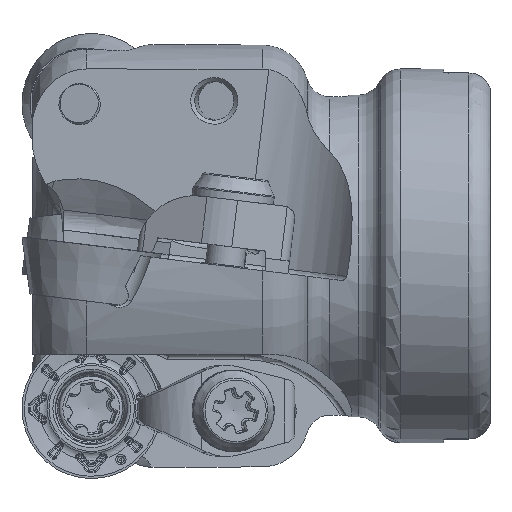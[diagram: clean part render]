
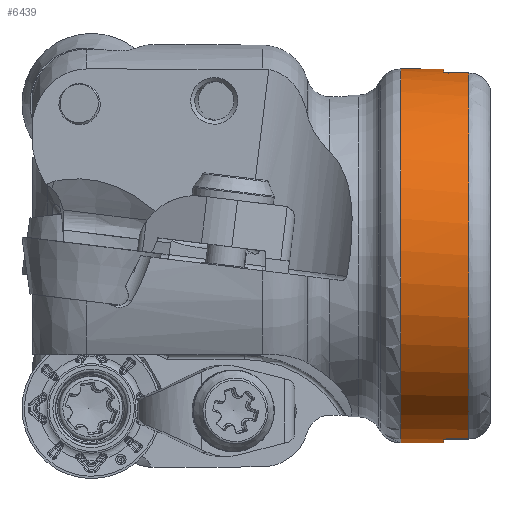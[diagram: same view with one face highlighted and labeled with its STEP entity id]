
A CAD part, top view. The second image highlights one B-rep face of the part: STEP entity #6439.
In plain terms, the highlighted cylindrical face has radius 16 mm (diameter 32 mm), a full revolution.
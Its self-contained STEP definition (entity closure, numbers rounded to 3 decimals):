
#2291=LINE('',#52110,#3075);
#2292=LINE('',#52115,#3076);
#2293=LINE('',#52153,#3077);
#2294=LINE('',#52157,#3078);
#3075=VECTOR('',#42473,1.);
#3076=VECTOR('',#42476,1.);
#3077=VECTOR('',#42479,1.);
#3078=VECTOR('',#42482,1.);
#6439=ADVANCED_FACE('',(#12225,#12226),#8951,.T.);
#8951=CYLINDRICAL_SURFACE('',#38909,16.);
#9567=B_SPLINE_CURVE_WITH_KNOTS('',3,(#52117,#52118,#52119,#52120,#52121,
#52122,#52123,#52124,#52125,#52126,#52127,#52128,#52129,#52130,#52131,#52132),
 .UNSPECIFIED.,.F.,.F.,(4,3,3,3,3,4),(0.,0.209,0.419,
0.63,0.846,1.),.UNSPECIFIED.);
#9568=B_SPLINE_CURVE_WITH_KNOTS('',3,(#52136,#52137,#52138,#52139,#52140,
#52141,#52142,#52143,#52144,#52145,#52146,#52147,#52148,#52149,#52150,#52151),
 .UNSPECIFIED.,.F.,.F.,(4,3,3,3,3,4),(0.,0.22,0.44,
0.659,0.874,1.),.UNSPECIFIED.);
#9569=B_SPLINE_CURVE_WITH_KNOTS('',3,(#52159,#52160,#52161,#52162,#52163,
#52164,#52165,#52166,#52167,#52168,#52169,#52170,#52171,#52172,#52173,#52174),
 .UNSPECIFIED.,.F.,.F.,(4,3,3,3,3,4),(0.,0.209,0.419,
0.63,0.846,1.),.UNSPECIFIED.);
#9570=B_SPLINE_CURVE_WITH_KNOTS('',3,(#52178,#52179,#52180,#52181,#52182,
#52183,#52184,#52185,#52186,#52187,#52188,#52189,#52190,#52191,#52192,#52193),
 .UNSPECIFIED.,.F.,.F.,(4,3,3,3,3,4),(0.,0.22,0.44,
0.659,0.874,1.),.UNSPECIFIED.);
#12225=FACE_BOUND('',#12791,.T.);
#12226=FACE_BOUND('',#12792,.T.);
#12791=EDGE_LOOP('',(#16032));
#12792=EDGE_LOOP('',(#16033,#16034,#16035,#16036,#16037,#16038,#16039,#16040,
#16041,#16042,#16043,#16044));
#16032=ORIENTED_EDGE('',*,*,#31160,.T.);
#16033=ORIENTED_EDGE('',*,*,#31161,.F.);
#16034=ORIENTED_EDGE('',*,*,#31162,.T.);
#16035=ORIENTED_EDGE('',*,*,#31163,.F.);
#16036=ORIENTED_EDGE('',*,*,#31164,.T.);
#16037=ORIENTED_EDGE('',*,*,#31165,.F.);
#16038=ORIENTED_EDGE('',*,*,#31166,.T.);
#16039=ORIENTED_EDGE('',*,*,#31167,.F.);
#16040=ORIENTED_EDGE('',*,*,#31168,.T.);
#16041=ORIENTED_EDGE('',*,*,#31169,.F.);
#16042=ORIENTED_EDGE('',*,*,#31170,.T.);
#16043=ORIENTED_EDGE('',*,*,#31171,.F.);
#16044=ORIENTED_EDGE('',*,*,#31172,.T.);
#27548=VERTEX_POINT('',#52109);
#27549=VERTEX_POINT('',#52111);
#27550=VERTEX_POINT('',#52112);
#27551=VERTEX_POINT('',#52114);
#27552=VERTEX_POINT('',#52116);
#27553=VERTEX_POINT('',#52133);
#27554=VERTEX_POINT('',#52135);
#27555=VERTEX_POINT('',#52152);
#27556=VERTEX_POINT('',#52154);
#27557=VERTEX_POINT('',#52156);
#27558=VERTEX_POINT('',#52158);
#27559=VERTEX_POINT('',#52175);
#27560=VERTEX_POINT('',#52177);
#31160=EDGE_CURVE('',#27548,#27548,#36682,.T.);
#31161=EDGE_CURVE('',#27549,#27550,#2291,.T.);
#31162=EDGE_CURVE('',#27549,#27551,#36683,.T.);
#31163=EDGE_CURVE('',#27552,#27551,#2292,.T.);
#31164=EDGE_CURVE('',#27552,#27553,#9567,.T.);
#31165=EDGE_CURVE('',#27554,#27553,#36684,.T.);
#31166=EDGE_CURVE('',#27554,#27555,#9568,.T.);
#31167=EDGE_CURVE('',#27556,#27555,#2293,.T.);
#31168=EDGE_CURVE('',#27556,#27557,#36685,.T.);
#31169=EDGE_CURVE('',#27558,#27557,#2294,.T.);
#31170=EDGE_CURVE('',#27558,#27559,#9569,.T.);
#31171=EDGE_CURVE('',#27560,#27559,#36686,.T.);
#31172=EDGE_CURVE('',#27560,#27550,#9570,.T.);
#36682=CIRCLE('',#38904,16.);
#36683=CIRCLE('',#38905,16.);
#36684=CIRCLE('',#38906,16.);
#36685=CIRCLE('',#38907,16.);
#36686=CIRCLE('',#38908,16.);
#38904=AXIS2_PLACEMENT_3D('',#52108,#42471,#42472);
#38905=AXIS2_PLACEMENT_3D('',#52113,#42474,#42475);
#38906=AXIS2_PLACEMENT_3D('',#52134,#42477,#42478);
#38907=AXIS2_PLACEMENT_3D('',#52155,#42480,#42481);
#38908=AXIS2_PLACEMENT_3D('',#52176,#42483,#42484);
#38909=AXIS2_PLACEMENT_3D('',#52194,#42485,#42486);
#42471=DIRECTION('',(1.,0.,0.));
#42472=DIRECTION('',(0.,0.,-1.));
#42473=DIRECTION('',(-1.,0.,0.));
#42474=DIRECTION('',(-1.,0.,0.));
#42475=DIRECTION('',(0.,0.,-1.));
#42476=DIRECTION('',(1.,0.,0.));
#42477=DIRECTION('',(1.,0.,0.));
#42478=DIRECTION('',(0.,0.,1.));
#42479=DIRECTION('',(-1.,0.,0.));
#42480=DIRECTION('',(-1.,0.,0.));
#42481=DIRECTION('',(0.,0.,-1.));
#42482=DIRECTION('',(1.,0.,0.));
#42483=DIRECTION('',(1.,0.,0.));
#42484=DIRECTION('',(0.,0.,1.));
#42485=DIRECTION('',(1.,0.,0.));
#42486=DIRECTION('',(0.,0.,1.));
#52108=CARTESIAN_POINT('',(32.36,0.,0.));
#52109=CARTESIAN_POINT('',(32.36,0.,-16.));
#52110=CARTESIAN_POINT('',(40.,15.64,-3.375));
#52111=CARTESIAN_POINT('',(38.205,15.64,-3.375));
#52112=CARTESIAN_POINT('',(36.443,15.64,-3.375));
#52113=CARTESIAN_POINT('',(38.205,0.,0.));
#52114=CARTESIAN_POINT('',(38.205,-15.64,-3.375));
#52115=CARTESIAN_POINT('',(40.,-15.64,-3.375));
#52116=CARTESIAN_POINT('',(36.443,-15.64,-3.375));
#52117=CARTESIAN_POINT('',(36.443,-15.64,-3.375));
#52118=CARTESIAN_POINT('',(36.399,-15.64,-3.375));
#52119=CARTESIAN_POINT('',(36.354,-15.642,-3.368));
#52120=CARTESIAN_POINT('',(36.312,-15.645,-3.353));
#52121=CARTESIAN_POINT('',(36.271,-15.648,-3.339));
#52122=CARTESIAN_POINT('',(36.231,-15.652,-3.317));
#52123=CARTESIAN_POINT('',(36.197,-15.658,-3.291));
#52124=CARTESIAN_POINT('',(36.162,-15.664,-3.263));
#52125=CARTESIAN_POINT('',(36.131,-15.671,-3.23));
#52126=CARTESIAN_POINT('',(36.107,-15.678,-3.193));
#52127=CARTESIAN_POINT('',(36.083,-15.686,-3.156));
#52128=CARTESIAN_POINT('',(36.065,-15.694,-3.114));
#52129=CARTESIAN_POINT('',(36.054,-15.703,-3.07));
#52130=CARTESIAN_POINT('',(36.047,-15.709,-3.039));
#52131=CARTESIAN_POINT('',(36.043,-15.715,-3.007));
#52132=CARTESIAN_POINT('',(36.043,-15.721,-2.975));
#52133=CARTESIAN_POINT('',(36.043,-15.721,-2.975));
#52134=CARTESIAN_POINT('',(36.043,0.,0.));
#52135=CARTESIAN_POINT('',(36.043,-15.721,2.975));
#52136=CARTESIAN_POINT('',(36.043,-15.721,2.975));
#52137=CARTESIAN_POINT('',(36.043,-15.712,3.02));
#52138=CARTESIAN_POINT('',(36.051,-15.703,3.067));
#52139=CARTESIAN_POINT('',(36.066,-15.695,3.109));
#52140=CARTESIAN_POINT('',(36.081,-15.686,3.152));
#52141=CARTESIAN_POINT('',(36.104,-15.678,3.193));
#52142=CARTESIAN_POINT('',(36.133,-15.671,3.229));
#52143=CARTESIAN_POINT('',(36.162,-15.664,3.264));
#52144=CARTESIAN_POINT('',(36.198,-15.657,3.294));
#52145=CARTESIAN_POINT('',(36.237,-15.652,3.318));
#52146=CARTESIAN_POINT('',(36.275,-15.647,3.341));
#52147=CARTESIAN_POINT('',(36.318,-15.644,3.358));
#52148=CARTESIAN_POINT('',(36.363,-15.642,3.367));
#52149=CARTESIAN_POINT('',(36.389,-15.641,3.372));
#52150=CARTESIAN_POINT('',(36.416,-15.64,3.375));
#52151=CARTESIAN_POINT('',(36.443,-15.64,3.375));
#52152=CARTESIAN_POINT('',(36.443,-15.64,3.375));
#52153=CARTESIAN_POINT('',(40.,-15.64,3.375));
#52154=CARTESIAN_POINT('',(38.205,-15.64,3.375));
#52155=CARTESIAN_POINT('',(38.205,0.,0.));
#52156=CARTESIAN_POINT('',(38.205,15.64,3.375));
#52157=CARTESIAN_POINT('',(40.,15.64,3.375));
#52158=CARTESIAN_POINT('',(36.443,15.64,3.375));
#52159=CARTESIAN_POINT('',(36.443,15.64,3.375));
#52160=CARTESIAN_POINT('',(36.399,15.64,3.375));
#52161=CARTESIAN_POINT('',(36.354,15.642,3.368));
#52162=CARTESIAN_POINT('',(36.312,15.645,3.353));
#52163=CARTESIAN_POINT('',(36.271,15.648,3.339));
#52164=CARTESIAN_POINT('',(36.231,15.652,3.317));
#52165=CARTESIAN_POINT('',(36.197,15.658,3.291));
#52166=CARTESIAN_POINT('',(36.162,15.664,3.263));
#52167=CARTESIAN_POINT('',(36.131,15.671,3.23));
#52168=CARTESIAN_POINT('',(36.107,15.678,3.193));
#52169=CARTESIAN_POINT('',(36.083,15.686,3.156));
#52170=CARTESIAN_POINT('',(36.065,15.694,3.114));
#52171=CARTESIAN_POINT('',(36.054,15.703,3.07));
#52172=CARTESIAN_POINT('',(36.047,15.709,3.039));
#52173=CARTESIAN_POINT('',(36.043,15.715,3.007));
#52174=CARTESIAN_POINT('',(36.043,15.721,2.975));
#52175=CARTESIAN_POINT('',(36.043,15.721,2.975));
#52176=CARTESIAN_POINT('',(36.043,0.,0.));
#52177=CARTESIAN_POINT('',(36.043,15.721,-2.975));
#52178=CARTESIAN_POINT('',(36.043,15.721,-2.975));
#52179=CARTESIAN_POINT('',(36.043,15.712,-3.02));
#52180=CARTESIAN_POINT('',(36.051,15.703,-3.067));
#52181=CARTESIAN_POINT('',(36.066,15.695,-3.109));
#52182=CARTESIAN_POINT('',(36.081,15.686,-3.152));
#52183=CARTESIAN_POINT('',(36.104,15.678,-3.193));
#52184=CARTESIAN_POINT('',(36.133,15.671,-3.229));
#52185=CARTESIAN_POINT('',(36.162,15.664,-3.264));
#52186=CARTESIAN_POINT('',(36.198,15.657,-3.294));
#52187=CARTESIAN_POINT('',(36.237,15.652,-3.318));
#52188=CARTESIAN_POINT('',(36.275,15.647,-3.341));
#52189=CARTESIAN_POINT('',(36.318,15.644,-3.358));
#52190=CARTESIAN_POINT('',(36.363,15.642,-3.367));
#52191=CARTESIAN_POINT('',(36.389,15.641,-3.372));
#52192=CARTESIAN_POINT('',(36.416,15.64,-3.375));
#52193=CARTESIAN_POINT('',(36.443,15.64,-3.375));
#52194=CARTESIAN_POINT('',(40.,0.,0.));
